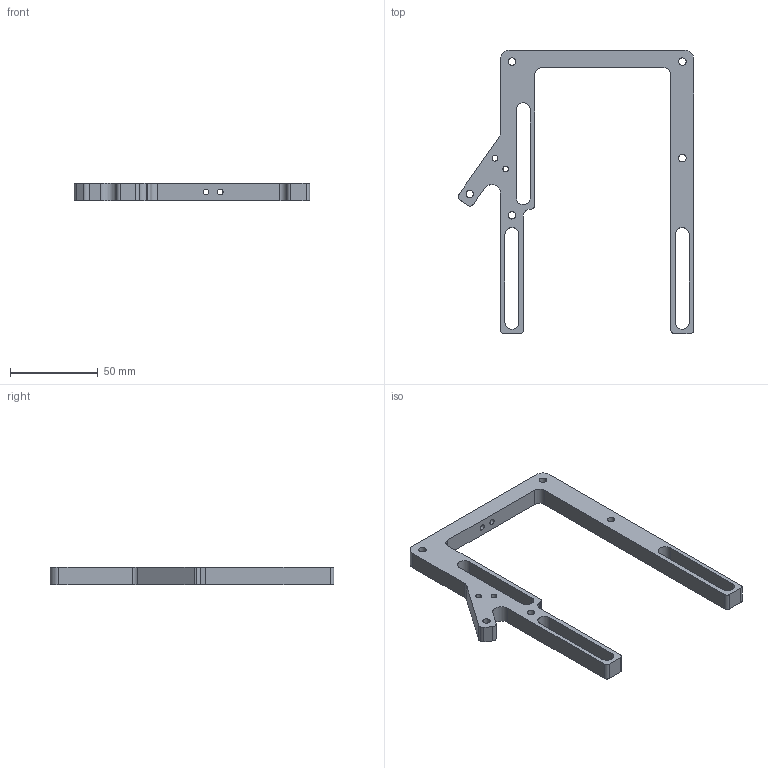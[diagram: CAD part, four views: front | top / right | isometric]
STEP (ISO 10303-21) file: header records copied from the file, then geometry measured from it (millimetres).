
FILE_DESCRIPTION (( 'STEP AP214' ), '1' );
FILE_NAME ('ROV_USI_008_C_Chassis module brossage_Fourche.STEP', '2021-10-13T13:32:26', ( '' ), ( '' ), 'SwSTEP 2.0', 'SolidWorks 2016', '' );
FILE_SCHEMA (( 'AUTOMOTIVE_DESIGN' ));
Length unit declared in the file: millimetre
Products named in the file (1): ROV_USI_008_C_Chassis module brossage_Fourche
Bounding box: 134.06 x 161.5 x 10 mm (x, y, z)
Volume: 45109 mm3; surface area: 22628.2 mm2
Topology: 1 solids, 1 shells, 61 faces, 177 edges, 118 vertices
Faces by surface type: cylinder 39, plane 22
Entity records: 2241 total; most frequent: DIRECTION 379, CARTESIAN_POINT 357, ORIENTED_EDGE 354, EDGE_CURVE 177, AXIS2_PLACEMENT_3D 140, VERTEX_POINT 118, LINE 99, VECTOR 99
